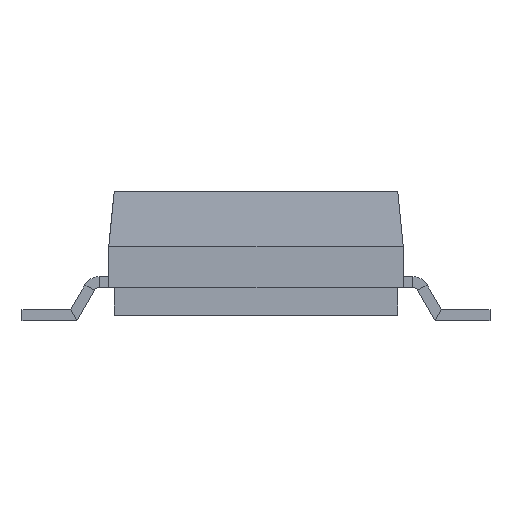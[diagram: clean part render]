
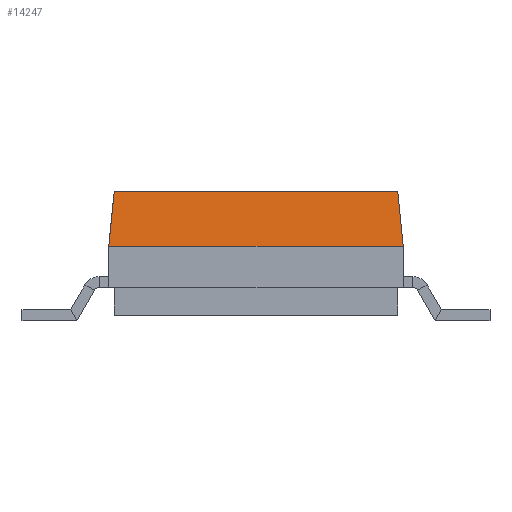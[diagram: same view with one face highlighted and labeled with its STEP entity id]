
A CAD part, left-side view. The second image highlights one B-rep face of the part: STEP entity #14247.
In plain terms, the highlighted planar face has unit normal (-0.995, 0, 0.1).
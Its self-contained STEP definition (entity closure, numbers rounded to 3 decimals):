
#704=FACE_OUTER_BOUND('',#1537,.T.);
#1537=EDGE_LOOP('',(#9374,#9375,#9376,#9377));
#2562=LINE('',#19860,#4206);
#2563=LINE('',#19863,#4207);
#2568=LINE('',#19872,#4212);
#2627=LINE('',#20136,#4271);
#4206=VECTOR('',#16404,1.);
#4207=VECTOR('',#16407,1.);
#4212=VECTOR('',#16414,1.);
#4271=VECTOR('',#16477,1.);
#5676=VERTEX_POINT('',#19567);
#5734=VERTEX_POINT('',#19783);
#5771=VERTEX_POINT('',#19862);
#5774=VERTEX_POINT('',#19870);
#7102=EDGE_CURVE('',#5734,#5676,#2562,.T.);
#7103=EDGE_CURVE('',#5734,#5771,#2563,.T.);
#7108=EDGE_CURVE('',#5774,#5771,#2568,.T.);
#7177=EDGE_CURVE('',#5676,#5774,#2627,.T.);
#9374=ORIENTED_EDGE('',*,*,#7103,.T.);
#9375=ORIENTED_EDGE('',*,*,#7108,.F.);
#9376=ORIENTED_EDGE('',*,*,#7177,.F.);
#9377=ORIENTED_EDGE('',*,*,#7102,.F.);
#12832=PLANE('',#15123);
#14247=ADVANCED_FACE('',(#704),#12832,.T.);
#15123=AXIS2_PLACEMENT_3D('',#20135,#16475,#16476);
#16404=DIRECTION('',(0.,1.,0.));
#16407=DIRECTION('',(0.099,0.099,0.99));
#16414=DIRECTION('',(0.,-1.,0.));
#16475=DIRECTION('center_axis',(-0.995,0.,0.1));
#16476=DIRECTION('ref_axis',(0.,1.,0.));
#16477=DIRECTION('',(0.099,-0.099,0.99));
#19567=CARTESIAN_POINT('',(-7.15,2.675,1.35));
#19783=CARTESIAN_POINT('',(-7.15,-2.675,1.35));
#19860=CARTESIAN_POINT('',(-7.15,2.675,1.35));
#19862=CARTESIAN_POINT('',(-7.05,-2.575,2.35));
#19863=CARTESIAN_POINT('',(-7.025,-2.55,2.602));
#19870=CARTESIAN_POINT('',(-7.05,2.575,2.35));
#19872=CARTESIAN_POINT('',(-7.05,-2.675,2.35));
#20135=CARTESIAN_POINT('Origin',(-7.05,0.,2.35));
#20136=CARTESIAN_POINT('',(-7.025,2.55,2.602));
